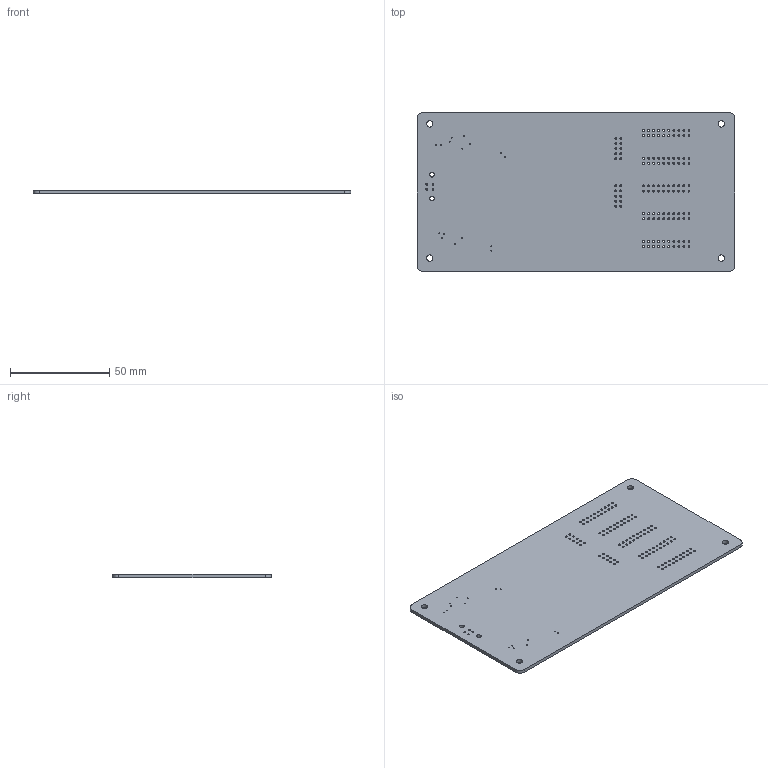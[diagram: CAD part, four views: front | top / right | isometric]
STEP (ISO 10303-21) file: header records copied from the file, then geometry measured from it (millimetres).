
FILE_DESCRIPTION(('KiCad electronic assembly'),'2;1');
FILE_NAME('CC_Debug.step','2024-09-10T07:43:46',('Pcbnew'),('Kicad'), 'Open CASCADE STEP processor 7.7','KiCad to STEP converter','Unknown' );
FILE_SCHEMA(('AUTOMOTIVE_DESIGN { 1 0 10303 214 1 1 1 1 }'));
Length unit declared in the file: millimetre
Products named in the file (2): CC_Debug 1; CC_Debug_PCB
Assembly tree (1 placements, depth 2):
  CC_Debug 1
    CC_Debug_PCB
Bounding box: 160 x 80 x 1.7 mm (x, y, z)
Volume: 21508 mm3; surface area: 26906.9 mm2
Topology: 1 solids, 1 shells, 156 faces, 462 edges, 308 vertices
Faces by surface type: cylinder 150, plane 6
Full cylindrical faces by diameter (mm): 0.5 x16, 0.92 x4, 1 x120, 2.3 x2, 3.2 x4
Entity records: 6027 total; most frequent: DIRECTION 1078, CARTESIAN_POINT 928, ORIENTED_EDGE 924, EDGE_CURVE 462, AXIS2_PLACEMENT_3D 458, FACE_BOUND 448, EDGE_LOOP 448, VERTEX_POINT 308
